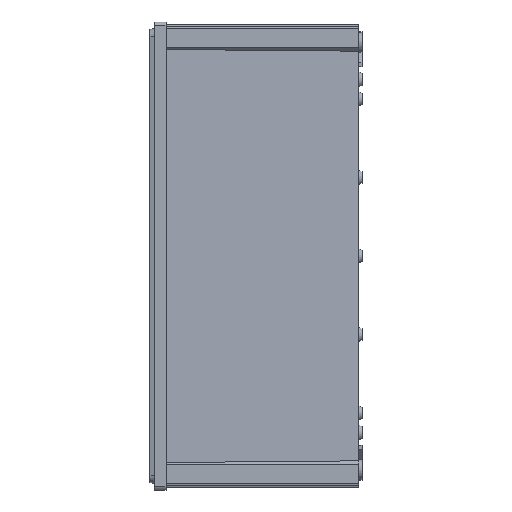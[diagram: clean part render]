
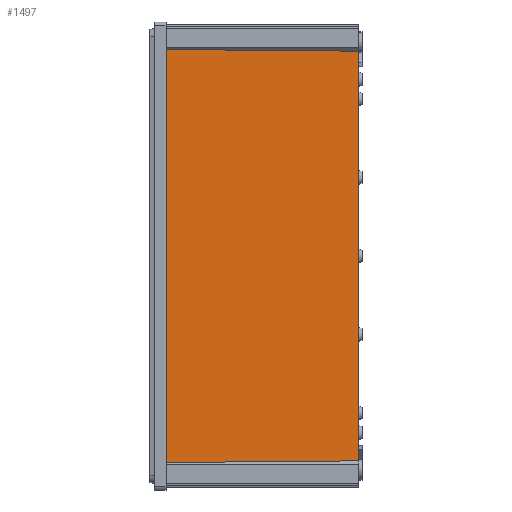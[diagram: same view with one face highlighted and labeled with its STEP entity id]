
A CAD part, left-side view. The second image highlights one B-rep face of the part: STEP entity #1497.
In plain terms, the highlighted planar face has unit normal (-1, -0.009, 0).
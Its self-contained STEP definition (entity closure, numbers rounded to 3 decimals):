
#254 = CARTESIAN_POINT ( 'NONE',  ( -145.428, -130., 141.5 ) ) ;
#491 = ORIENTED_EDGE ( 'NONE', *, *, #3608, .T. ) ;
#852 = CARTESIAN_POINT ( 'NONE',  ( -145.428, -130., 130.428 ) ) ;
#1497 = ADVANCED_FACE ( 'NONE', ( #12681 ), #17736, .T. ) ;
#1856 = EDGE_CURVE ( 'NONE', #21077, #5294, #19020, .T. ) ;
#1935 = EDGE_LOOP ( 'NONE', ( #491, #15922, #6794, #15750 ) ) ;
#2589 = VECTOR ( 'NONE', #8541, 1000. ) ;
#2867 = CARTESIAN_POINT ( 'NONE',  ( -146.5, -7.2, 141.5 ) ) ;
#2868 = CARTESIAN_POINT ( 'NONE',  ( -145.429, -129.964, -130.429 ) ) ;
#3068 = EDGE_CURVE ( 'NONE', #8579, #3243, #15903, .T. ) ;
#3243 = VERTEX_POINT ( 'NONE', #20061 ) ;
#3608 = EDGE_CURVE ( 'NONE', #3243, #21077, #10830, .T. ) ;
#5294 = VERTEX_POINT ( 'NONE', #15806 ) ;
#6334 = DIRECTION ( 'NONE',  ( -1., -0.009, 0. ) ) ;
#6443 = LINE ( 'NONE', #254, #2589 ) ;
#6794 = ORIENTED_EDGE ( 'NONE', *, *, #9889, .T. ) ;
#7775 = CARTESIAN_POINT ( 'NONE',  ( -145.429, -129.964, 130.429 ) ) ;
#8541 = DIRECTION ( 'NONE',  ( 0., 0., 1. ) ) ;
#8579 = VERTEX_POINT ( 'NONE', #852 ) ;
#9889 = EDGE_CURVE ( 'NONE', #5294, #8579, #6443, .T. ) ;
#10327 = VECTOR ( 'NONE', #11269, 1000. ) ;
#10830 = LINE ( 'NONE', #2867, #10327 ) ;
#11269 = DIRECTION ( 'NONE',  ( 0., 0., -1. ) ) ;
#12681 = FACE_OUTER_BOUND ( 'NONE', #1935, .T. ) ;
#12917 = DIRECTION ( 'NONE',  ( 0.009, -1., 0. ) ) ;
#15153 = AXIS2_PLACEMENT_3D ( 'NONE', #20721, #6334, #12917 ) ;
#15421 = VECTOR ( 'NONE', #15972, 1000. ) ;
#15750 = ORIENTED_EDGE ( 'NONE', *, *, #3068, .T. ) ;
#15806 = CARTESIAN_POINT ( 'NONE',  ( -145.428, -130., -130.428 ) ) ;
#15903 = LINE ( 'NONE', #7775, #15421 ) ;
#15922 = ORIENTED_EDGE ( 'NONE', *, *, #1856, .T. ) ;
#15972 = DIRECTION ( 'NONE',  ( -0.009, 1., 0.009 ) ) ;
#16883 = DIRECTION ( 'NONE',  ( 0.009, -1., 0.009 ) ) ;
#17736 = PLANE ( 'NONE',  #15153 ) ;
#17749 = VECTOR ( 'NONE', #16883, 1000. ) ;
#19020 = LINE ( 'NONE', #2868, #17749 ) ;
#19891 = CARTESIAN_POINT ( 'NONE',  ( -146.5, -7.2, -131.5 ) ) ;
#20061 = CARTESIAN_POINT ( 'NONE',  ( -146.5, -7.2, 131.5 ) ) ;
#20721 = CARTESIAN_POINT ( 'NONE',  ( -146.5, -7.2, 141.5 ) ) ;
#21077 = VERTEX_POINT ( 'NONE', #19891 ) ;
